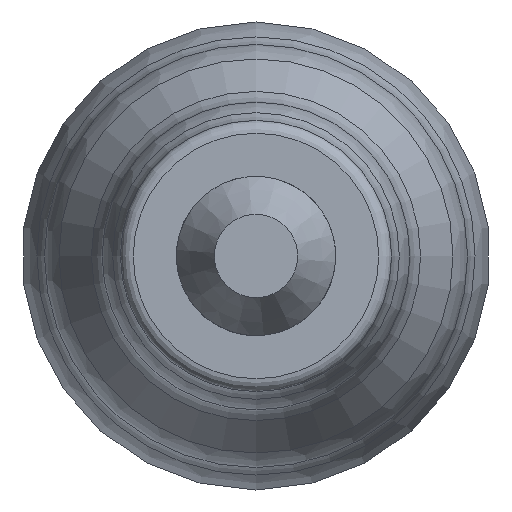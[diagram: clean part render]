
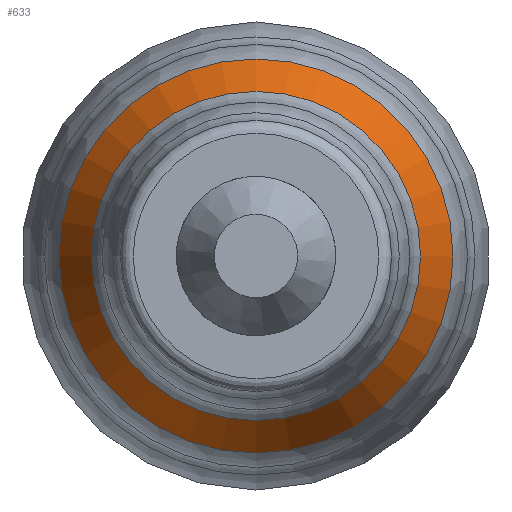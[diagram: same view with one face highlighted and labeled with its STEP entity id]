
A CAD part, left-side view. The second image highlights one B-rep face of the part: STEP entity #633.
In plain terms, the highlighted conical face has half-angle 28.305 degrees and reference radius 0.78 mm.
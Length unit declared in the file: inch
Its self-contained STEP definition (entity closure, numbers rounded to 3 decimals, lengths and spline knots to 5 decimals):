
#7 = CARTESIAN_POINT ( 'NONE',  ( 0.10802, 0., 0.03073 ) ) ;
#31 = CARTESIAN_POINT ( 'NONE',  ( 0.09864, 0., 0. ) ) ;
#41 = DIRECTION ( 'NONE',  ( 1., 0., 0. ) ) ;
#42 = CIRCLE ( 'NONE', #100, 0.02567 ) ;
#100 = AXIS2_PLACEMENT_3D ( 'NONE', #31, #708, #182 ) ;
#120 = CARTESIAN_POINT ( 'NONE',  ( 0.10802, 0., 0. ) ) ;
#171 = DIRECTION ( 'NONE',  ( 0., 0., 1. ) ) ;
#179 = FACE_BOUND ( 'NONE', #627, .T. ) ;
#182 = DIRECTION ( 'NONE',  ( 0., 0., 1. ) ) ;
#225 = VERTEX_POINT ( 'NONE', #547 ) ;
#261 = CIRCLE ( 'NONE', #615, 0.03073 ) ;
#296 = AXIS2_PLACEMENT_3D ( 'NONE', #596, #41, #458 ) ;
#341 = EDGE_LOOP ( 'NONE', ( #446 ) ) ;
#446 = ORIENTED_EDGE ( 'NONE', *, *, #714, .T. ) ;
#458 = DIRECTION ( 'NONE',  ( 0., 0., -1. ) ) ;
#512 = VERTEX_POINT ( 'NONE', #7 ) ;
#532 = CONICAL_SURFACE ( 'NONE', #296, 0.03073, 0.494 ) ;
#547 = CARTESIAN_POINT ( 'NONE',  ( 0.09864, 0., 0.02567 ) ) ;
#559 = DIRECTION ( 'NONE',  ( -1., 0., 0. ) ) ;
#569 = EDGE_CURVE ( 'NONE', #225, #225, #42, .T. ) ;
#585 = FACE_OUTER_BOUND ( 'NONE', #341, .T. ) ;
#596 = CARTESIAN_POINT ( 'NONE',  ( 0.10802, 0., 0. ) ) ;
#615 = AXIS2_PLACEMENT_3D ( 'NONE', #120, #559, #171 ) ;
#627 = EDGE_LOOP ( 'NONE', ( #686 ) ) ;
#633 = ADVANCED_FACE ( 'NONE', ( #179, #585 ), #532, .T. ) ;
#686 = ORIENTED_EDGE ( 'NONE', *, *, #569, .F. ) ;
#708 = DIRECTION ( 'NONE',  ( -1., 0., 0. ) ) ;
#714 = EDGE_CURVE ( 'NONE', #512, #512, #261, .T. ) ;
